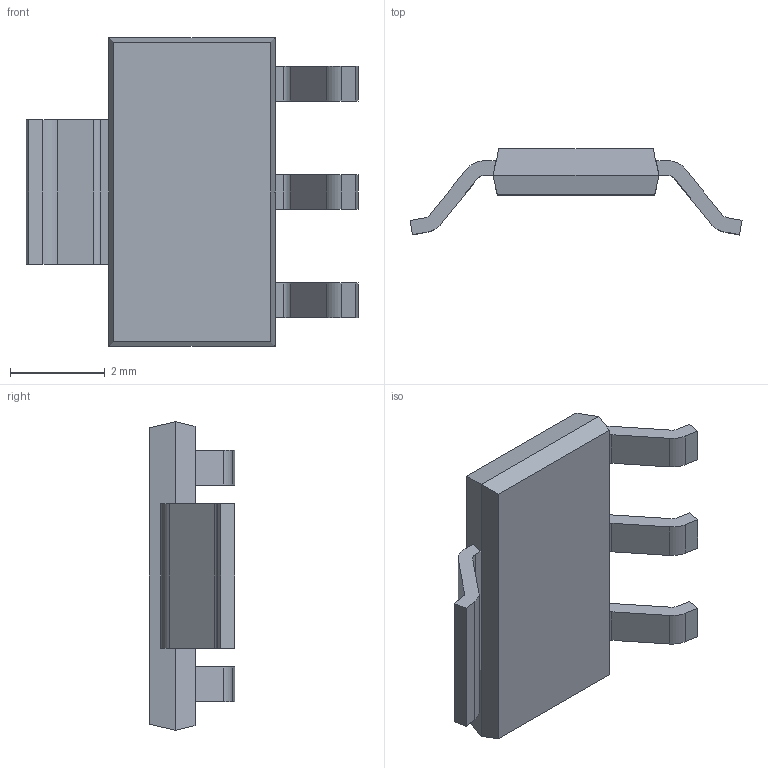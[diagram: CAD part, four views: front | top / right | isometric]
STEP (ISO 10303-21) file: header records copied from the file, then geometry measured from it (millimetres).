
FILE_DESCRIPTION (( 'STEP AP214' ), '1' );
FILE_NAME ('AMS1117-3.3.STEP', '2019-07-19T11:59:46', ( '' ), ( '' ), 'SwSTEP 2.0', 'SolidWorks 2017', '' );
FILE_SCHEMA (( 'AUTOMOTIVE_DESIGN' ));
Length unit declared in the file: inch
Products named in the file (1): AMS1117-3.3
Bounding box: 7 x 1.8 x 6.5 mm (x, y, z)
Volume: 24.6 mm3; surface area: 93.6 mm2
Topology: 5 solids, 5 shells, 68 faces, 169 edges, 111 vertices
Faces by surface type: plane 52, cylinder 16
Entity records: 2089 total; most frequent: CARTESIAN_POINT 349, DIRECTION 339, ORIENTED_EDGE 338, EDGE_CURVE 169, LINE 137, VECTOR 137, VERTEX_POINT 111, AXIS2_PLACEMENT_3D 101
